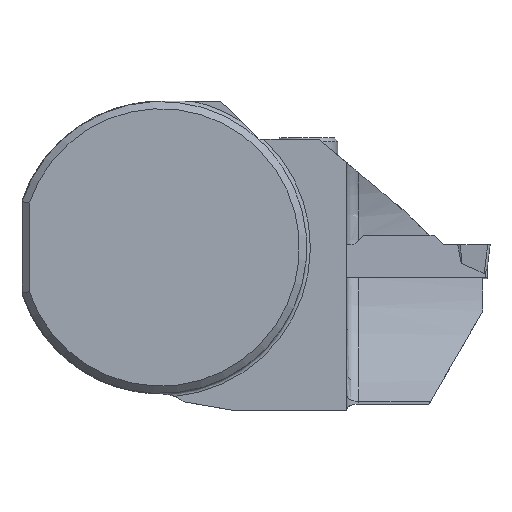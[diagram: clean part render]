
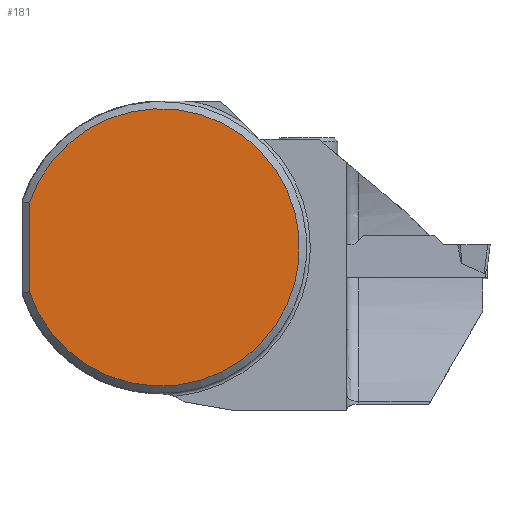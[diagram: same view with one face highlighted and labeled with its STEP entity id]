
A CAD part, top view. The second image highlights one B-rep face of the part: STEP entity #181.
In plain terms, the highlighted planar face has unit normal (0, 0, 1).
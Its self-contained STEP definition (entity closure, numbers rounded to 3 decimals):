
#181=ADVANCED_FACE('',(#323),#270,.F.);
#270=PLANE('',#1897);
#323=FACE_OUTER_BOUND('',#415,.T.);
#415=EDGE_LOOP('',(#677,#678));
#570=CIRCLE('',#1896,19.);
#677=ORIENTED_EDGE('',*,*,#1350,.F.);
#678=ORIENTED_EDGE('',*,*,#1351,.T.);
#1175=VERTEX_POINT('',#2694);
#1176=VERTEX_POINT('',#2695);
#1350=EDGE_CURVE('',#1175,#1176,#1578,.T.);
#1351=EDGE_CURVE('',#1175,#1176,#570,.T.);
#1578=LINE('',#2693,#1701);
#1701=VECTOR('',#2137,1.);
#1896=AXIS2_PLACEMENT_3D('',#2696,#2138,#2139);
#1897=AXIS2_PLACEMENT_3D('',#2697,#2140,#2141);
#2137=DIRECTION('',(0.,1.,0.));
#2138=DIRECTION('',(0.,0.,1.));
#2139=DIRECTION('',(1.,0.,0.));
#2140=DIRECTION('',(0.,0.,-1.));
#2141=DIRECTION('',(1.,0.,0.));
#2693=CARTESIAN_POINT('',(-18.,0.,0.325));
#2694=CARTESIAN_POINT('',(-18.,-6.083,0.325));
#2695=CARTESIAN_POINT('',(-18.,6.083,0.325));
#2696=CARTESIAN_POINT('',(0.,0.,0.325));
#2697=CARTESIAN_POINT('',(0.,0.,0.325));
